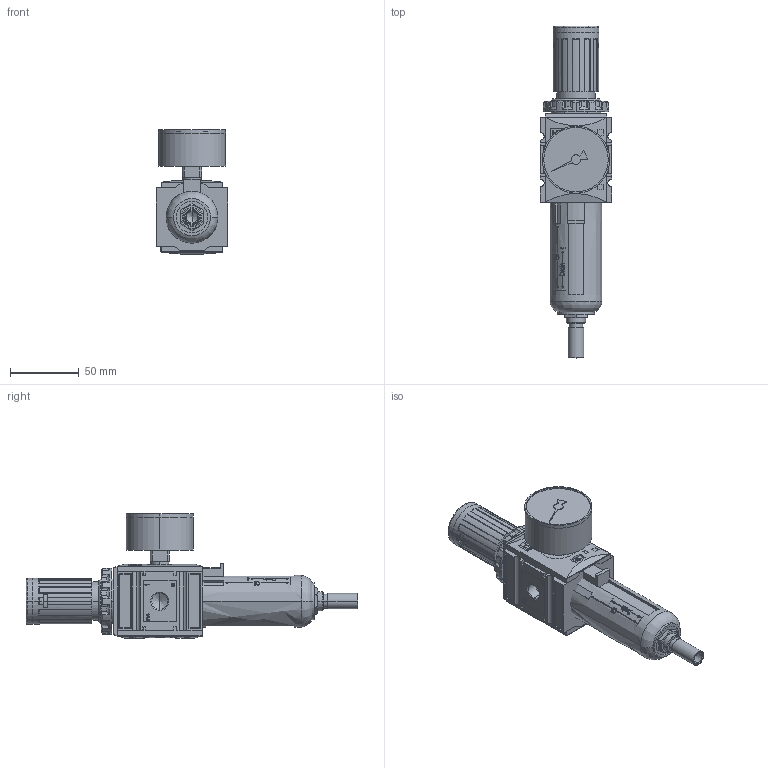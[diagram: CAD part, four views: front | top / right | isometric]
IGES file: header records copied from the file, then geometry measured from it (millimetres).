
Start section: SolidWorks IGES file using analytic representation for surfaces
Global section: file name: KFRG-114_16 AM G.IGS; native system: SolidWorks 2013; preprocessor: SolidWorks 2013; author: technolog; date: 140109.114812; units: millimetre
Bounding box: 52 x 242 x 90.9 mm (x, y, z)
Volume: 350443.1 mm3; surface area: 82518.5 mm2
Topology: 16 solids, 16 shells, 1437 faces, 8084 edges, 10403 vertices
Faces by surface type: plane 742, revolution 582, bspline 113
